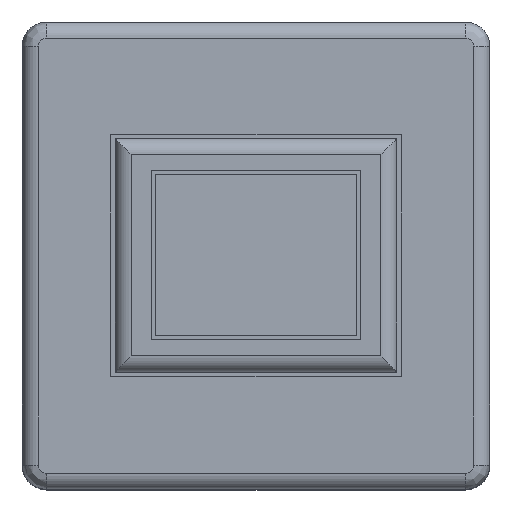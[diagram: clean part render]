
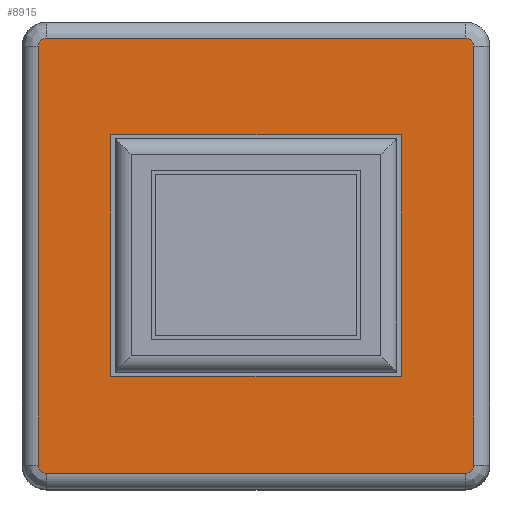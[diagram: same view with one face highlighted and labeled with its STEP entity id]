
A CAD part, top view. The second image highlights one B-rep face of the part: STEP entity #8915.
In plain terms, the highlighted planar face has unit normal (0, 0, 1).
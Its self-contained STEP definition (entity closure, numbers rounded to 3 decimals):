
#7613=CARTESIAN_POINT('',(-2.6,2.6,5.1));
#7614=DIRECTION('',(0.,0.,1.));
#7615=DIRECTION('',(0.,1.,0.));
#7616=AXIS2_PLACEMENT_3D('',#7613,#7614,#7615);
#7618=DIRECTION('',(-1.,0.,0.));
#7619=VECTOR('',#7618,5.2);
#7620=CARTESIAN_POINT('',(2.6,2.7,5.1));
#7621=LINE('',#7620,#7619);
#7622=CARTESIAN_POINT('',(2.6,2.6,5.1));
#7623=DIRECTION('',(0.,0.,1.));
#7624=DIRECTION('',(1.,0.,0.));
#7625=AXIS2_PLACEMENT_3D('',#7622,#7623,#7624);
#7627=DIRECTION('',(0.,1.,0.));
#7628=VECTOR('',#7627,5.2);
#7629=CARTESIAN_POINT('',(2.7,-2.6,5.1));
#7630=LINE('',#7629,#7628);
#7631=CARTESIAN_POINT('',(2.6,-2.6,5.1));
#7632=DIRECTION('',(0.,0.,1.));
#7633=DIRECTION('',(0.,-1.,0.));
#7634=AXIS2_PLACEMENT_3D('',#7631,#7632,#7633);
#7636=DIRECTION('',(1.,0.,0.));
#7637=VECTOR('',#7636,5.2);
#7638=CARTESIAN_POINT('',(-2.6,-2.7,5.1));
#7639=LINE('',#7638,#7637);
#7640=CARTESIAN_POINT('',(-2.6,-2.6,5.1));
#7641=DIRECTION('',(0.,0.,1.));
#7642=DIRECTION('',(-1.,0.,0.));
#7643=AXIS2_PLACEMENT_3D('',#7640,#7641,#7642);
#7645=DIRECTION('',(0.,-1.,0.));
#7646=VECTOR('',#7645,5.2);
#7647=CARTESIAN_POINT('',(-2.7,2.6,5.1));
#7648=LINE('',#7647,#7646);
#7649=DIRECTION('',(0.,1.,0.));
#7650=VECTOR('',#7649,3.);
#7651=CARTESIAN_POINT('',(1.8,-1.5,5.1));
#7652=LINE('',#7651,#7650);
#7653=DIRECTION('',(-1.,0.,0.));
#7654=VECTOR('',#7653,3.6);
#7655=CARTESIAN_POINT('',(1.8,1.5,5.1));
#7656=LINE('',#7655,#7654);
#7657=DIRECTION('',(0.,-1.,0.));
#7658=VECTOR('',#7657,3.);
#7659=CARTESIAN_POINT('',(-1.8,1.5,5.1));
#7660=LINE('',#7659,#7658);
#7661=DIRECTION('',(1.,0.,0.));
#7662=VECTOR('',#7661,3.6);
#7663=CARTESIAN_POINT('',(-1.8,-1.5,5.1));
#7664=LINE('',#7663,#7662);
#8073=CARTESIAN_POINT('',(-2.6,2.7,5.1));
#8074=CARTESIAN_POINT('',(-2.7,2.6,5.1));
#8075=VERTEX_POINT('',#8073);
#8076=VERTEX_POINT('',#8074);
#8081=CARTESIAN_POINT('',(-2.7,-2.6,5.1));
#8082=VERTEX_POINT('',#8081);
#8085=CARTESIAN_POINT('',(-2.6,-2.7,5.1));
#8086=VERTEX_POINT('',#8085);
#8089=CARTESIAN_POINT('',(2.6,-2.7,5.1));
#8090=VERTEX_POINT('',#8089);
#8093=CARTESIAN_POINT('',(2.7,-2.6,5.1));
#8094=VERTEX_POINT('',#8093);
#8097=CARTESIAN_POINT('',(2.7,2.6,5.1));
#8098=VERTEX_POINT('',#8097);
#8101=CARTESIAN_POINT('',(2.6,2.7,5.1));
#8102=VERTEX_POINT('',#8101);
#8113=CARTESIAN_POINT('',(1.8,-1.5,5.1));
#8114=CARTESIAN_POINT('',(1.8,1.5,5.1));
#8115=VERTEX_POINT('',#8113);
#8116=VERTEX_POINT('',#8114);
#8117=CARTESIAN_POINT('',(-1.8,1.5,5.1));
#8118=VERTEX_POINT('',#8117);
#8119=CARTESIAN_POINT('',(-1.8,-1.5,5.1));
#8120=VERTEX_POINT('',#8119);
#8883=CARTESIAN_POINT('',(0.,0.,5.1));
#8884=DIRECTION('',(0.,0.,1.));
#8885=DIRECTION('',(1.,0.,0.));
#8886=AXIS2_PLACEMENT_3D('',#8883,#8884,#8885);
#8887=PLANE('',#8886);
#8889=ORIENTED_EDGE('',*,*,#8888,.F.);
#8891=ORIENTED_EDGE('',*,*,#8890,.F.);
#8893=ORIENTED_EDGE('',*,*,#8892,.F.);
#8895=ORIENTED_EDGE('',*,*,#8894,.F.);
#8897=ORIENTED_EDGE('',*,*,#8896,.F.);
#8899=ORIENTED_EDGE('',*,*,#8898,.F.);
#8901=ORIENTED_EDGE('',*,*,#8900,.F.);
#8903=ORIENTED_EDGE('',*,*,#8902,.F.);
#8904=EDGE_LOOP('',(#8889,#8891,#8893,#8895,#8897,#8899,#8901,#8903));
#8905=FACE_OUTER_BOUND('',#8904,.F.);
#8906=ORIENTED_EDGE('',*,*,#8866,.T.);
#8908=ORIENTED_EDGE('',*,*,#8907,.T.);
#8910=ORIENTED_EDGE('',*,*,#8909,.T.);
#8912=ORIENTED_EDGE('',*,*,#8911,.T.);
#8913=EDGE_LOOP('',(#8906,#8908,#8910,#8912));
#8914=FACE_BOUND('',#8913,.F.);
#8915=ADVANCED_FACE('',(#8905,#8914),#8887,.T.);
#7617=CIRCLE('',#7616,0.1);
#7626=CIRCLE('',#7625,0.1);
#7635=CIRCLE('',#7634,0.1);
#7644=CIRCLE('',#7643,0.1);
#8866=EDGE_CURVE('',#8115,#8116,#7652,.T.);
#8888=EDGE_CURVE('',#8075,#8076,#7617,.T.);
#8890=EDGE_CURVE('',#8102,#8075,#7621,.T.);
#8892=EDGE_CURVE('',#8098,#8102,#7626,.T.);
#8894=EDGE_CURVE('',#8094,#8098,#7630,.T.);
#8896=EDGE_CURVE('',#8090,#8094,#7635,.T.);
#8898=EDGE_CURVE('',#8086,#8090,#7639,.T.);
#8900=EDGE_CURVE('',#8082,#8086,#7644,.T.);
#8902=EDGE_CURVE('',#8076,#8082,#7648,.T.);
#8907=EDGE_CURVE('',#8116,#8118,#7656,.T.);
#8909=EDGE_CURVE('',#8118,#8120,#7660,.T.);
#8911=EDGE_CURVE('',#8120,#8115,#7664,.T.);
